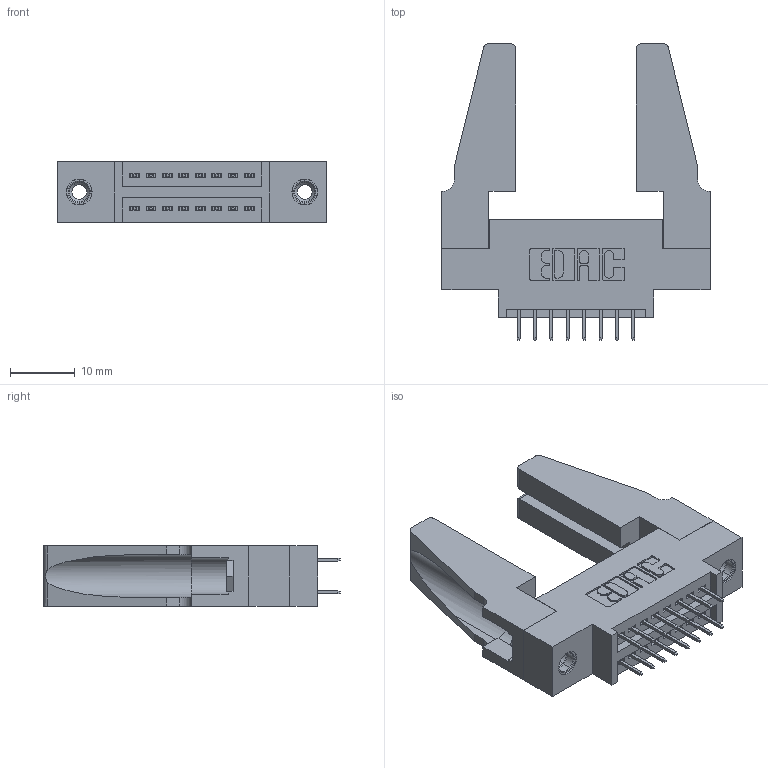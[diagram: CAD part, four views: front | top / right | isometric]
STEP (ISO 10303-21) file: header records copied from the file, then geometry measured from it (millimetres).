
FILE_DESCRIPTION (( 'STEP AP203' ), '1' );
FILE_NAME ('395-016-525-888.STEP', '2020-09-23T10:07:13', ( '' ), ( '' ), 'SwSTEP 2.0', 'SolidWorks 2020', '' );
FILE_SCHEMA (( 'CONFIG_CONTROL_DESIGN' ));
Length unit declared in the file: inch
Products named in the file (5): 345-250-001_345-250-001-102; 345-220-078_345-220-088; 395-016-525-888; 345-292-001_345-293-125; 345 Part_0.170 Offset - 0.156 Dia-TH
Assembly tree (21 placements, depth 2):
  395-016-525-888
    345 Part_0.170 Offset - 0.156 Dia-TH
    345-292-001_345-293-125  x16
    345-250-001_345-250-001-102  x2
    345-220-078_345-220-088  x2
Bounding box: 41.55 x 45.9 x 9.4 mm (x, y, z)
Volume: 6833.8 mm3; surface area: 7821.5 mm2
Topology: 21 solids, 21 shells, 1118 faces, 3115 edges, 2002 vertices
Faces by surface type: plane 780, cylinder 322, cone 12, torus 4
Entity records: 13208 total; most frequent: CARTESIAN_POINT 2242, ORIENTED_EDGE 2136, DIRECTION 2024, EDGE_CURVE 1068, VECTOR 866, LINE 866, VERTEX_POINT 702, AXIS2_PLACEMENT_3D 579
